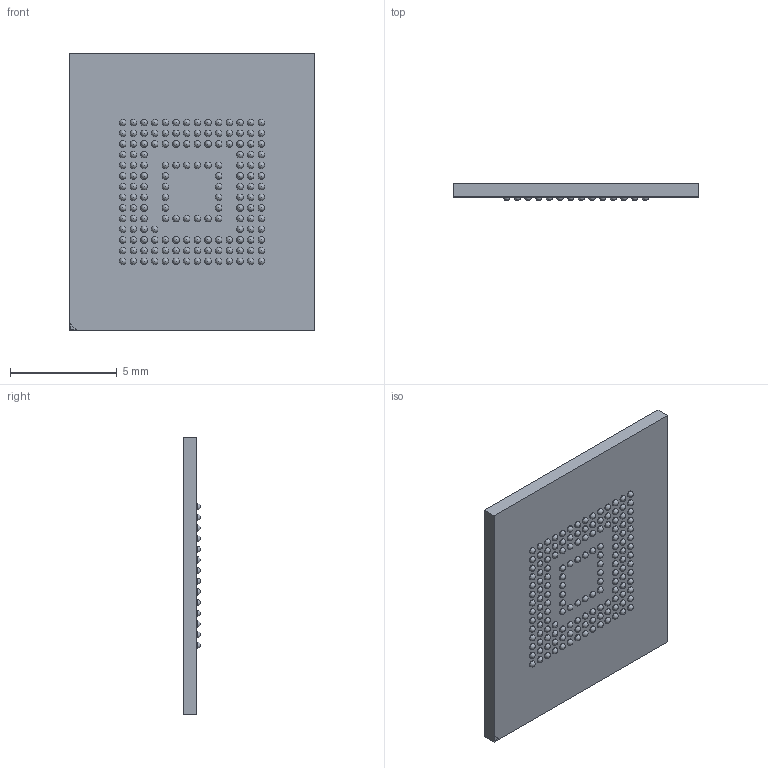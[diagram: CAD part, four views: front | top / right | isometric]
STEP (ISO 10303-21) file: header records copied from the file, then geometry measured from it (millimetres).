
FILE_DESCRIPTION (( 'STEP AP214' ), '1' );
FILE_NAME ('ED5E08DE-9C2B-4584-80F6-F8CD674E9F2C.STEP', '2022-10-21T14:27:37', ( '' ), ( '' ), 'SwSTEP 2.0', 'SolidWorks 2022', '' );
FILE_SCHEMA (( 'AUTOMOTIVE_DESIGN' ));
Length unit declared in the file: millimetre
Products named in the file (1): ED5E08DE-9C2B-4584-80F6-F8CD674E9F2C
Bounding box: 11.5 x 0.8 x 13 mm (x, y, z)
Volume: 95.5 mm3; surface area: 367.9 mm2
Topology: 156 solids, 156 shells, 780 faces, 1863 edges, 1242 vertices
Faces by surface type: cylinder 308, sphere 306, plane 166
Entity records: 28580 total; most frequent: DIRECTION 3735, CARTESIAN_POINT 2968, ORIENTED_EDGE 2502, AXIS2_PLACEMENT_3D 1703, EDGE_CURVE 1251, VERTEX_POINT 936, EDGE_LOOP 933, UNCERTAINTY_MEASURE_WITH_UNIT 924
